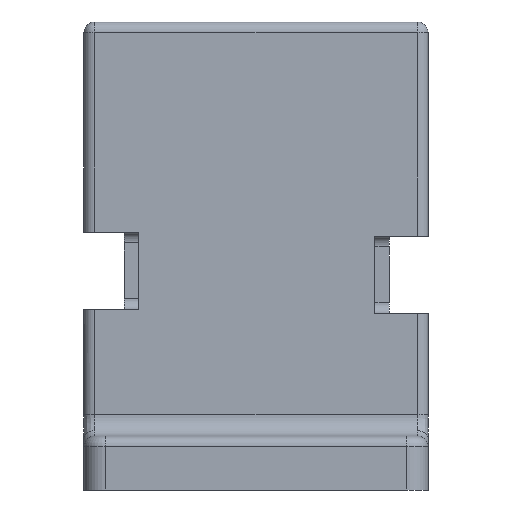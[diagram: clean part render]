
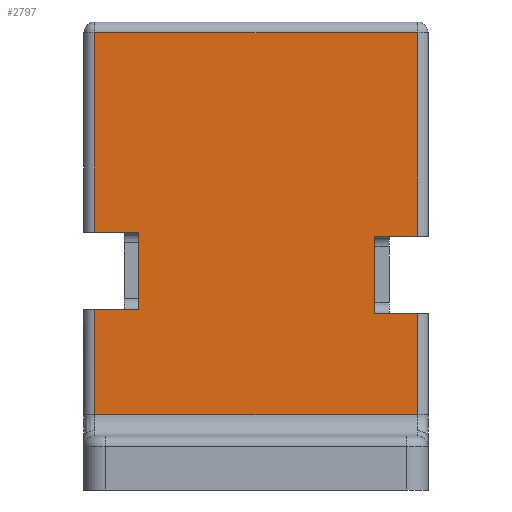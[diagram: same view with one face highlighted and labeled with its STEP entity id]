
A CAD part, left-side view. The second image highlights one B-rep face of the part: STEP entity #2797.
In plain terms, the highlighted planar face has unit normal (-1, 0, 0).
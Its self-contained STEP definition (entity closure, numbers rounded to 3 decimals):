
#1250 = VERTEX_POINT('',#1251);
#1251 = CARTESIAN_POINT('',(-16.,15.,7.));
#1314 = EDGE_CURVE('',#1250,#1315,#1317,.T.);
#1315 = VERTEX_POINT('',#1316);
#1316 = CARTESIAN_POINT('',(-16.,15.,16.77));
#1317 = LINE('',#1318,#1319);
#1318 = CARTESIAN_POINT('',(-16.,15.,7.));
#1319 = VECTOR('',#1320,1.);
#1320 = DIRECTION('',(0.,0.,1.));
#1365 = EDGE_CURVE('',#1366,#1315,#1368,.T.);
#1366 = VERTEX_POINT('',#1367);
#1367 = CARTESIAN_POINT('',(-16.,10.9,16.77));
#1368 = LINE('',#1369,#1370);
#1369 = CARTESIAN_POINT('',(-16.,0.,16.77));
#1370 = VECTOR('',#1371,1.);
#1371 = DIRECTION('',(0.,1.,0.));
#1610 = VERTEX_POINT('',#1611);
#1611 = CARTESIAN_POINT('',(-16.,-15.,7.));
#1691 = VERTEX_POINT('',#1692);
#1692 = CARTESIAN_POINT('',(-16.,-15.,16.4));
#1699 = EDGE_CURVE('',#1691,#1610,#1700,.T.);
#1700 = LINE('',#1701,#1702);
#1701 = CARTESIAN_POINT('',(-16.,-15.,16.4));
#1702 = VECTOR('',#1703,1.);
#1703 = DIRECTION('',(-0.,-0.,-1.));
#1742 = EDGE_CURVE('',#1743,#1691,#1745,.T.);
#1743 = VERTEX_POINT('',#1744);
#1744 = CARTESIAN_POINT('',(-16.,-11.05,16.4));
#1745 = LINE('',#1746,#1747);
#1746 = CARTESIAN_POINT('',(-16.,-16.,16.4));
#1747 = VECTOR('',#1748,1.);
#1748 = DIRECTION('',(-0.,-1.,0.));
#2769 = EDGE_CURVE('',#1610,#1250,#2770,.T.);
#2770 = LINE('',#2771,#2772);
#2771 = CARTESIAN_POINT('',(-16.,-16.,7.));
#2772 = VECTOR('',#2773,1.);
#2773 = DIRECTION('',(0.,1.,0.));
#2797 = ADVANCED_FACE('',(#2798),#2859,.T.);
#2798 = FACE_BOUND('',#2799,.T.);
#2799 = EDGE_LOOP('',(#2800,#2801,#2802,#2803,#2804,#2805,#2813,#2821,
    #2829,#2837,#2845,#2853));
#2800 = ORIENTED_EDGE('',*,*,#1365,.T.);
#2801 = ORIENTED_EDGE('',*,*,#1314,.F.);
#2802 = ORIENTED_EDGE('',*,*,#2769,.F.);
#2803 = ORIENTED_EDGE('',*,*,#1699,.F.);
#2804 = ORIENTED_EDGE('',*,*,#1742,.F.);
#2805 = ORIENTED_EDGE('',*,*,#2806,.F.);
#2806 = EDGE_CURVE('',#2807,#1743,#2809,.T.);
#2807 = VERTEX_POINT('',#2808);
#2808 = CARTESIAN_POINT('',(-16.,-11.05,23.6));
#2809 = LINE('',#2810,#2811);
#2810 = CARTESIAN_POINT('',(-16.,-11.05,10.));
#2811 = VECTOR('',#2812,1.);
#2812 = DIRECTION('',(0.,0.,-1.));
#2813 = ORIENTED_EDGE('',*,*,#2814,.F.);
#2814 = EDGE_CURVE('',#2815,#2807,#2817,.T.);
#2815 = VERTEX_POINT('',#2816);
#2816 = CARTESIAN_POINT('',(-16.,-15.,23.6));
#2817 = LINE('',#2818,#2819);
#2818 = CARTESIAN_POINT('',(-16.,-16.,23.6));
#2819 = VECTOR('',#2820,1.);
#2820 = DIRECTION('',(0.,1.,0.));
#2821 = ORIENTED_EDGE('',*,*,#2822,.T.);
#2822 = EDGE_CURVE('',#2815,#2823,#2825,.T.);
#2823 = VERTEX_POINT('',#2824);
#2824 = CARTESIAN_POINT('',(-16.,-15.,42.5));
#2825 = LINE('',#2826,#2827);
#2826 = CARTESIAN_POINT('',(-16.,-15.,23.6));
#2827 = VECTOR('',#2828,1.);
#2828 = DIRECTION('',(0.,0.,1.));
#2829 = ORIENTED_EDGE('',*,*,#2830,.T.);
#2830 = EDGE_CURVE('',#2823,#2831,#2833,.T.);
#2831 = VERTEX_POINT('',#2832);
#2832 = CARTESIAN_POINT('',(-16.,15.,42.5));
#2833 = LINE('',#2834,#2835);
#2834 = CARTESIAN_POINT('',(-16.,-16.,42.5));
#2835 = VECTOR('',#2836,1.);
#2836 = DIRECTION('',(0.,1.,0.));
#2837 = ORIENTED_EDGE('',*,*,#2838,.F.);
#2838 = EDGE_CURVE('',#2839,#2831,#2841,.T.);
#2839 = VERTEX_POINT('',#2840);
#2840 = CARTESIAN_POINT('',(-16.,15.,23.97));
#2841 = LINE('',#2842,#2843);
#2842 = CARTESIAN_POINT('',(-16.,15.,23.97));
#2843 = VECTOR('',#2844,1.);
#2844 = DIRECTION('',(0.,0.,1.));
#2845 = ORIENTED_EDGE('',*,*,#2846,.T.);
#2846 = EDGE_CURVE('',#2839,#2847,#2849,.T.);
#2847 = VERTEX_POINT('',#2848);
#2848 = CARTESIAN_POINT('',(-16.,10.9,23.97));
#2849 = LINE('',#2850,#2851);
#2850 = CARTESIAN_POINT('',(-16.,0.,23.97));
#2851 = VECTOR('',#2852,1.);
#2852 = DIRECTION('',(-0.,-1.,0.));
#2853 = ORIENTED_EDGE('',*,*,#2854,.T.);
#2854 = EDGE_CURVE('',#2847,#1366,#2855,.T.);
#2855 = LINE('',#2856,#2857);
#2856 = CARTESIAN_POINT('',(-16.,10.9,10.185));
#2857 = VECTOR('',#2858,1.);
#2858 = DIRECTION('',(0.,0.,-1.));
#2859 = PLANE('',#2860);
#2860 = AXIS2_PLACEMENT_3D('',#2861,#2862,#2863);
#2861 = CARTESIAN_POINT('',(-16.,-16.,0.));
#2862 = DIRECTION('',(-1.,0.,0.));
#2863 = DIRECTION('',(0.,1.,0.));
